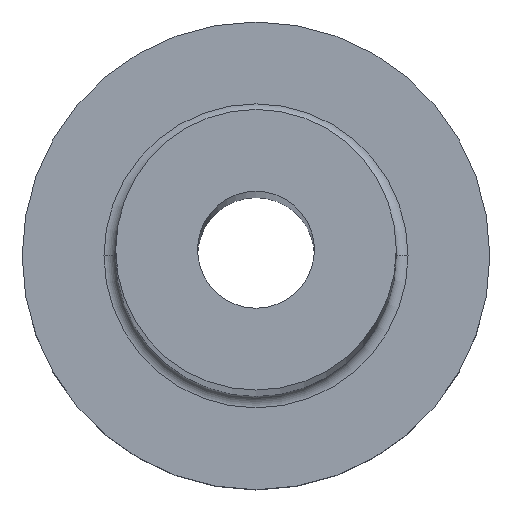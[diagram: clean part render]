
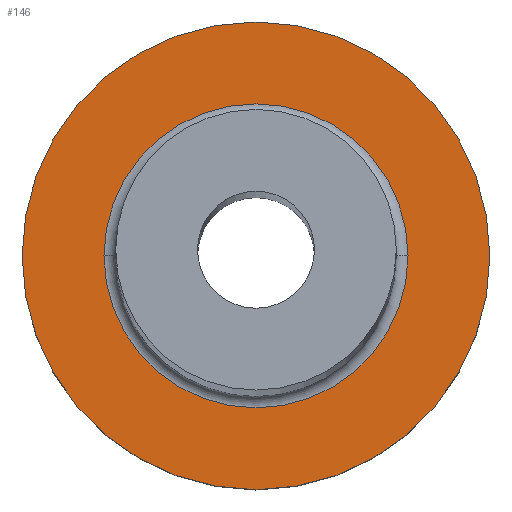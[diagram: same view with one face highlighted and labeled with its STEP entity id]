
A CAD part, top view. The second image highlights one B-rep face of the part: STEP entity #146.
In plain terms, the highlighted planar face has unit normal (0, 0, 1).
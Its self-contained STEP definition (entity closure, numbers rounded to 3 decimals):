
#18 = EDGE_CURVE ( 'NONE', #310, #135, #224, .T. ) ;
#29 = DIRECTION ( 'NONE',  ( 1., 0., 0. ) ) ;
#49 = EDGE_LOOP ( 'NONE', ( #348, #289 ) ) ;
#50 = CIRCLE ( 'NONE', #136, 6.5 ) ;
#93 = DIRECTION ( 'NONE',  ( 0., 0., 1. ) ) ;
#95 = CARTESIAN_POINT ( 'NONE',  ( 0., 0., 7. ) ) ;
#99 = DIRECTION ( 'NONE',  ( 1., 0., 0. ) ) ;
#101 = CIRCLE ( 'NONE', #177, 10. ) ;
#102 = CARTESIAN_POINT ( 'NONE',  ( 6.5, 0., 7. ) ) ;
#107 = AXIS2_PLACEMENT_3D ( 'NONE', #266, #93, #150 ) ;
#121 = DIRECTION ( 'NONE',  ( 1., 0., 0. ) ) ;
#132 = EDGE_CURVE ( 'NONE', #285, #339, #50, .T. ) ;
#135 = VERTEX_POINT ( 'NONE', #351 ) ;
#136 = AXIS2_PLACEMENT_3D ( 'NONE', #95, #380, #121 ) ;
#146 = ADVANCED_FACE ( 'NONE', ( #176, #212 ), #270, .T. ) ;
#150 = DIRECTION ( 'NONE',  ( 1., 0., 0. ) ) ;
#152 = AXIS2_PLACEMENT_3D ( 'NONE', #205, #181, #29 ) ;
#157 = DIRECTION ( 'NONE',  ( 0., 0., 1. ) ) ;
#166 = EDGE_LOOP ( 'NONE', ( #228, #223 ) ) ;
#176 = FACE_BOUND ( 'NONE', #166, .T. ) ;
#177 = AXIS2_PLACEMENT_3D ( 'NONE', #358, #157, #99 ) ;
#181 = DIRECTION ( 'NONE',  ( 0., 0., 1. ) ) ;
#205 = CARTESIAN_POINT ( 'NONE',  ( 0., 0., 7. ) ) ;
#212 = FACE_OUTER_BOUND ( 'NONE', #49, .T. ) ;
#214 = DIRECTION ( 'NONE',  ( 1., 0., 0. ) ) ;
#220 = EDGE_CURVE ( 'NONE', #339, #285, #374, .T. ) ;
#223 = ORIENTED_EDGE ( 'NONE', *, *, #220, .T. ) ;
#224 = CIRCLE ( 'NONE', #107, 10. ) ;
#228 = ORIENTED_EDGE ( 'NONE', *, *, #132, .T. ) ;
#246 = DIRECTION ( 'NONE',  ( 0., 0., -1. ) ) ;
#256 = EDGE_CURVE ( 'NONE', #135, #310, #101, .T. ) ;
#264 = AXIS2_PLACEMENT_3D ( 'NONE', #272, #246, #214 ) ;
#266 = CARTESIAN_POINT ( 'NONE',  ( 0., 0., 7. ) ) ;
#270 = PLANE ( 'NONE',  #152 ) ;
#272 = CARTESIAN_POINT ( 'NONE',  ( 0., 0., 7. ) ) ;
#285 = VERTEX_POINT ( 'NONE', #102 ) ;
#289 = ORIENTED_EDGE ( 'NONE', *, *, #18, .T. ) ;
#310 = VERTEX_POINT ( 'NONE', #333 ) ;
#333 = CARTESIAN_POINT ( 'NONE',  ( 10., 0., 7. ) ) ;
#339 = VERTEX_POINT ( 'NONE', #368 ) ;
#348 = ORIENTED_EDGE ( 'NONE', *, *, #256, .T. ) ;
#351 = CARTESIAN_POINT ( 'NONE',  ( -10., 0., 7. ) ) ;
#358 = CARTESIAN_POINT ( 'NONE',  ( 0., 0., 7. ) ) ;
#368 = CARTESIAN_POINT ( 'NONE',  ( -6.5, 0., 7. ) ) ;
#374 = CIRCLE ( 'NONE', #264, 6.5 ) ;
#380 = DIRECTION ( 'NONE',  ( 0., 0., -1. ) ) ;
